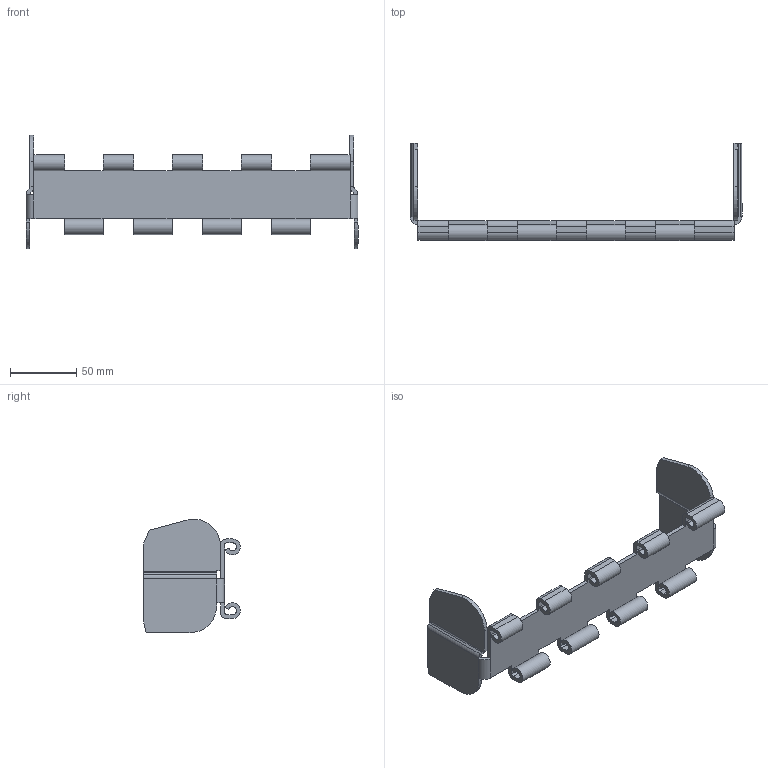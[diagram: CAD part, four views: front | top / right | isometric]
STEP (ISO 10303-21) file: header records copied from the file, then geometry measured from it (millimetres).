
FILE_DESCRIPTION(/* description */ ('Alibre Inc.'),/* implementation_level */ '2;1');
FILE_NAME(/* name */ 'export0',/* time_stamp */ '2015-12-30T21:47:24-06:00',/* author */ (''),/* organization */ (''),/* preprocessor_version */ 'ST-DEVELOPER v14',/* originating_system */ 'Alibre',/* authorisation */ '');
FILE_SCHEMA (('AUTOMOTIVE_DESIGN'));
Length unit declared in the file: centimetre
Bounding box: 250 x 73 x 85.36 mm (x, y, z)
Volume: 79401.6 mm3; surface area: 57964.2 mm2
Topology: 1 solids, 1 shells, 140 faces, 402 edges, 264 vertices
Faces by surface type: plane 88, cylinder 52
Entity records: 4317 total; most frequent: ORIENTED_EDGE 804, CARTESIAN_POINT 760, DIRECTION 652, EDGE_CURVE 402, VECTOR 266, LINE 266, VERTEX_POINT 264, AXIS2_PLACEMENT_3D 230
